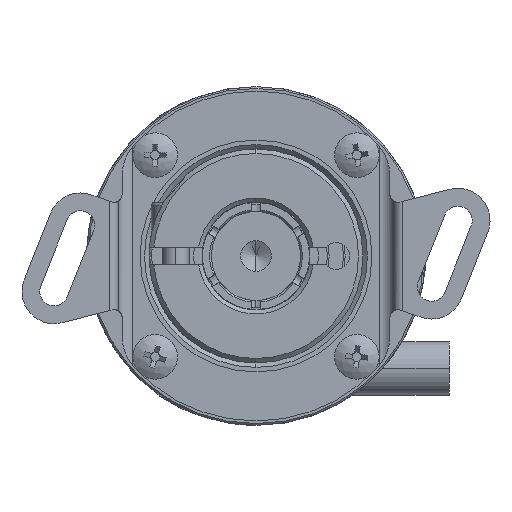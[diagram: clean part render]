
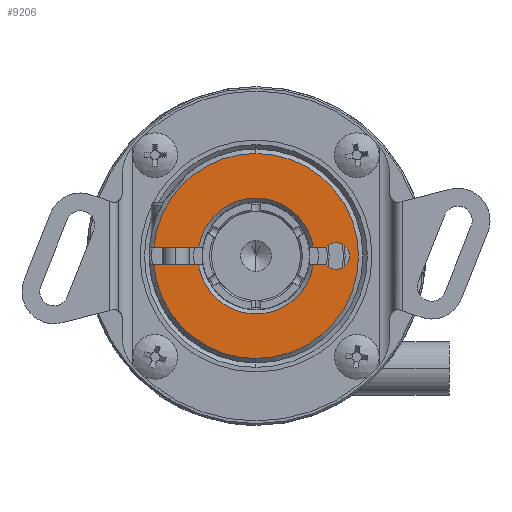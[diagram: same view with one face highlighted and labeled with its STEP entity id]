
A CAD part, left-side view. The second image highlights one B-rep face of the part: STEP entity #9206.
In plain terms, the highlighted planar face has unit normal (-1, 0, 0).
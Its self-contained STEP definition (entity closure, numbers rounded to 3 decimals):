
#316 = EDGE_CURVE ( 'NONE', #22094, #32268, #16674, .T. ) ;
#389 = EDGE_CURVE ( 'NONE', #14636, #32268, #7093, .T. ) ;
#1060 = LINE ( 'NONE', #23174, #37031 ) ;
#1391 = AXIS2_PLACEMENT_3D ( 'NONE', #2430, #2817, #14682 ) ;
#1802 = DIRECTION ( 'NONE',  ( -1., 0., 0. ) ) ;
#2004 = VERTEX_POINT ( 'NONE', #22232 ) ;
#2430 = CARTESIAN_POINT ( 'NONE',  ( -74.817, 14.752, 0.026 ) ) ;
#2507 = DIRECTION ( 'NONE',  ( 0., 0., -1. ) ) ;
#2574 = ORIENTED_EDGE ( 'NONE', *, *, #22468, .F. ) ;
#2577 = VERTEX_POINT ( 'NONE', #25499 ) ;
#2817 = DIRECTION ( 'NONE',  ( -1., 0., 0. ) ) ;
#3134 = LINE ( 'NONE', #10424, #18173 ) ;
#3441 = CARTESIAN_POINT ( 'NONE',  ( -74.817, 5.752, 0.026 ) ) ;
#3557 = DIRECTION ( 'NONE',  ( 0., 0., -1. ) ) ;
#3700 = ORIENTED_EDGE ( 'NONE', *, *, #316, .T. ) ;
#5071 = LINE ( 'NONE', #18788, #20515 ) ;
#5158 = DIRECTION ( 'NONE',  ( 0., 0., 1. ) ) ;
#5782 = DIRECTION ( 'NONE',  ( 0., 1., 0. ) ) ;
#6449 = CARTESIAN_POINT ( 'NONE',  ( -74.817, 5.752, 0.026 ) ) ;
#6572 = DIRECTION ( 'NONE',  ( 1., 0., 0. ) ) ;
#7093 = CIRCLE ( 'NONE', #37672, 6.5 ) ;
#7150 = DIRECTION ( 'NONE',  ( 0., -1., 0. ) ) ;
#7234 = AXIS2_PLACEMENT_3D ( 'NONE', #31863, #14575, #34925 ) ;
#7246 = EDGE_CURVE ( 'NONE', #31473, #14636, #3134, .T. ) ;
#7711 = CIRCLE ( 'NONE', #33260, 11.5 ) ;
#7758 = DIRECTION ( 'NONE',  ( 0., -1., 0. ) ) ;
#8094 = CARTESIAN_POINT ( 'NONE',  ( -74.817, 14.752, 0.026 ) ) ;
#8429 = VERTEX_POINT ( 'NONE', #20210 ) ;
#8538 = VERTEX_POINT ( 'NONE', #32826 ) ;
#9155 = AXIS2_PLACEMENT_3D ( 'NONE', #8094, #1802, #5158 ) ;
#9206 = ADVANCED_FACE ( 'NONE', ( #22125 ), #31985, .F. ) ;
#9394 = ORIENTED_EDGE ( 'NONE', *, *, #28481, .F. ) ;
#9429 = VERTEX_POINT ( 'NONE', #30321 ) ;
#10205 = DIRECTION ( 'NONE',  ( 1., 0., 0. ) ) ;
#10244 = CARTESIAN_POINT ( 'NONE',  ( -74.817, 21.174, 1.026 ) ) ;
#10424 = CARTESIAN_POINT ( 'NONE',  ( -74.817, 14.752, -0.974 ) ) ;
#10606 = CARTESIAN_POINT ( 'NONE',  ( -74.817, 21.174, -0.974 ) ) ;
#10953 = ORIENTED_EDGE ( 'NONE', *, *, #32130, .F. ) ;
#11165 = CIRCLE ( 'NONE', #28438, 1.5 ) ;
#11450 = EDGE_CURVE ( 'NONE', #9429, #32295, #35142, .T. ) ;
#11859 = DIRECTION ( 'NONE',  ( -1., 0., 0. ) ) ;
#12549 = ORIENTED_EDGE ( 'NONE', *, *, #27143, .T. ) ;
#12708 = EDGE_CURVE ( 'NONE', #22094, #2004, #16566, .T. ) ;
#12993 = AXIS2_PLACEMENT_3D ( 'NONE', #17291, #19675, #2507 ) ;
#13807 = EDGE_CURVE ( 'NONE', #36794, #31473, #14688, .T. ) ;
#14575 = DIRECTION ( 'NONE',  ( 1., 0., 0. ) ) ;
#14636 = VERTEX_POINT ( 'NONE', #10606 ) ;
#14682 = DIRECTION ( 'NONE',  ( 0., 0., 1. ) ) ;
#14688 = CIRCLE ( 'NONE', #12993, 11.5 ) ;
#14909 = DIRECTION ( 'NONE',  ( 0., 1., 0. ) ) ;
#15822 = DIRECTION ( 'NONE',  ( 0., 0., -1. ) ) ;
#16566 = CIRCLE ( 'NONE', #28816, 1.5 ) ;
#16655 = EDGE_CURVE ( 'NONE', #8538, #36794, #19850, .T. ) ;
#16674 = LINE ( 'NONE', #20956, #31250 ) ;
#16848 = ORIENTED_EDGE ( 'NONE', *, *, #389, .F. ) ;
#16992 = ORIENTED_EDGE ( 'NONE', *, *, #16655, .F. ) ;
#17291 = CARTESIAN_POINT ( 'NONE',  ( -74.817, 14.752, 0.026 ) ) ;
#17603 = CARTESIAN_POINT ( 'NONE',  ( -74.817, 14.752, -11.474 ) ) ;
#17998 = EDGE_LOOP ( 'NONE', ( #16848, #33485, #36407, #16992, #9394, #20681, #20579, #2574, #12549, #27404, #10953, #37143, #3700 ) ) ;
#18046 = CARTESIAN_POINT ( 'NONE',  ( -74.817, 14.752, 0.026 ) ) ;
#18130 = DIRECTION ( 'NONE',  ( 0., 0., -1. ) ) ;
#18173 = VECTOR ( 'NONE', #7758, 1000. ) ;
#18788 = CARTESIAN_POINT ( 'NONE',  ( -74.817, 6.87, 1.026 ) ) ;
#19372 = AXIS2_PLACEMENT_3D ( 'NONE', #26912, #6572, #35912 ) ;
#19675 = DIRECTION ( 'NONE',  ( 1., 0., 0. ) ) ;
#19850 = CIRCLE ( 'NONE', #19372, 11.5 ) ;
#20210 = CARTESIAN_POINT ( 'NONE',  ( -74.817, 8.329, 1.026 ) ) ;
#20515 = VECTOR ( 'NONE', #7150, 1000. ) ;
#20579 = ORIENTED_EDGE ( 'NONE', *, *, #11450, .F. ) ;
#20681 = ORIENTED_EDGE ( 'NONE', *, *, #32853, .F. ) ;
#20956 = CARTESIAN_POINT ( 'NONE',  ( -74.817, 6.87, -0.974 ) ) ;
#21123 = DIRECTION ( 'NONE',  ( -1., 0., 0. ) ) ;
#21259 = CARTESIAN_POINT ( 'NONE',  ( -74.817, 14.752, 0.026 ) ) ;
#22094 = VERTEX_POINT ( 'NONE', #23636 ) ;
#22125 = FACE_OUTER_BOUND ( 'NONE', #17998, .T. ) ;
#22232 = CARTESIAN_POINT ( 'NONE',  ( -74.817, 5.752, -1.474 ) ) ;
#22468 = EDGE_CURVE ( 'NONE', #8429, #9429, #33545, .T. ) ;
#22692 = CARTESIAN_POINT ( 'NONE',  ( -74.817, 26.208, -0.974 ) ) ;
#22956 = CARTESIAN_POINT ( 'NONE',  ( -74.817, 5.752, 0.026 ) ) ;
#22994 = CIRCLE ( 'NONE', #32862, 1.5 ) ;
#23174 = CARTESIAN_POINT ( 'NONE',  ( -74.817, 14.752, 1.026 ) ) ;
#23636 = CARTESIAN_POINT ( 'NONE',  ( -74.817, 6.87, -0.974 ) ) ;
#23673 = EDGE_CURVE ( 'NONE', #31536, #2577, #11165, .T. ) ;
#23773 = DIRECTION ( 'NONE',  ( 0., 0., 1. ) ) ;
#25499 = CARTESIAN_POINT ( 'NONE',  ( -74.817, 6.87, 1.026 ) ) ;
#26912 = CARTESIAN_POINT ( 'NONE',  ( -74.817, 14.752, 0.026 ) ) ;
#27143 = EDGE_CURVE ( 'NONE', #8429, #2577, #5071, .T. ) ;
#27404 = ORIENTED_EDGE ( 'NONE', *, *, #23673, .F. ) ;
#27445 = CARTESIAN_POINT ( 'NONE',  ( -74.817, 8.329, -0.974 ) ) ;
#28438 = AXIS2_PLACEMENT_3D ( 'NONE', #3441, #21123, #3557 ) ;
#28481 = EDGE_CURVE ( 'NONE', #29889, #8538, #7711, .T. ) ;
#28816 = AXIS2_PLACEMENT_3D ( 'NONE', #22956, #32133, #34940 ) ;
#29889 = VERTEX_POINT ( 'NONE', #35935 ) ;
#30321 = CARTESIAN_POINT ( 'NONE',  ( -74.817, 14.752, 6.526 ) ) ;
#31250 = VECTOR ( 'NONE', #14909, 1000. ) ;
#31473 = VERTEX_POINT ( 'NONE', #22692 ) ;
#31536 = VERTEX_POINT ( 'NONE', #32110 ) ;
#31863 = CARTESIAN_POINT ( 'NONE',  ( -74.817, 14.752, 0.026 ) ) ;
#31985 = PLANE ( 'NONE',  #7234 ) ;
#32110 = CARTESIAN_POINT ( 'NONE',  ( -74.817, 5.752, 1.526 ) ) ;
#32130 = EDGE_CURVE ( 'NONE', #2004, #31536, #22994, .T. ) ;
#32133 = DIRECTION ( 'NONE',  ( -1., 0., 0. ) ) ;
#32268 = VERTEX_POINT ( 'NONE', #27445 ) ;
#32295 = VERTEX_POINT ( 'NONE', #10244 ) ;
#32826 = CARTESIAN_POINT ( 'NONE',  ( -74.817, 14.752, 11.526 ) ) ;
#32853 = EDGE_CURVE ( 'NONE', #32295, #29889, #1060, .T. ) ;
#32862 = AXIS2_PLACEMENT_3D ( 'NONE', #6449, #35548, #18130 ) ;
#33260 = AXIS2_PLACEMENT_3D ( 'NONE', #21259, #10205, #15822 ) ;
#33485 = ORIENTED_EDGE ( 'NONE', *, *, #7246, .F. ) ;
#33545 = CIRCLE ( 'NONE', #9155, 6.5 ) ;
#34925 = DIRECTION ( 'NONE',  ( 0., 0., -1. ) ) ;
#34940 = DIRECTION ( 'NONE',  ( 0., 0., -1. ) ) ;
#35142 = CIRCLE ( 'NONE', #1391, 6.5 ) ;
#35548 = DIRECTION ( 'NONE',  ( -1., 0., 0. ) ) ;
#35912 = DIRECTION ( 'NONE',  ( 0., 0., -1. ) ) ;
#35935 = CARTESIAN_POINT ( 'NONE',  ( -74.817, 26.208, 1.026 ) ) ;
#36407 = ORIENTED_EDGE ( 'NONE', *, *, #13807, .F. ) ;
#36794 = VERTEX_POINT ( 'NONE', #17603 ) ;
#37031 = VECTOR ( 'NONE', #5782, 1000. ) ;
#37143 = ORIENTED_EDGE ( 'NONE', *, *, #12708, .F. ) ;
#37672 = AXIS2_PLACEMENT_3D ( 'NONE', #18046, #11859, #23773 ) ;
